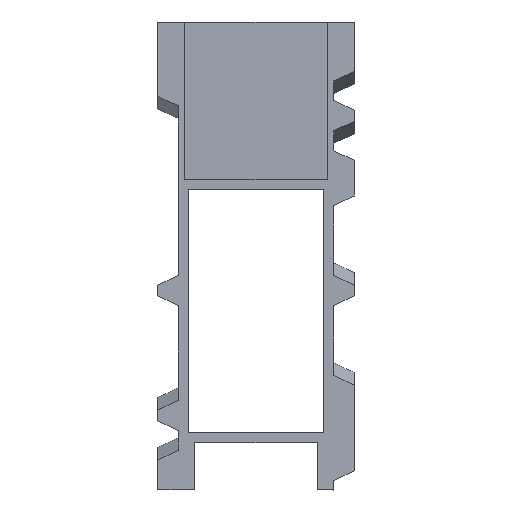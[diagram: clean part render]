
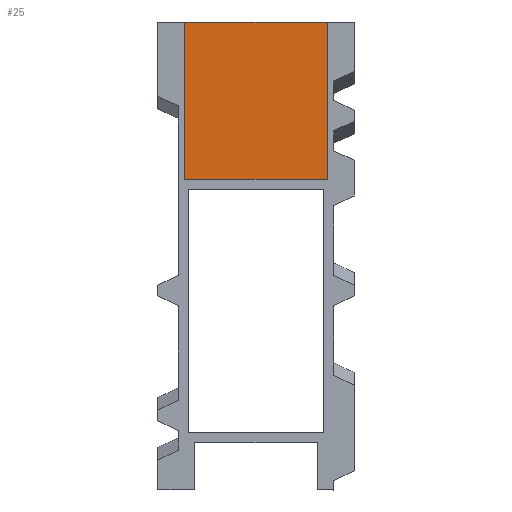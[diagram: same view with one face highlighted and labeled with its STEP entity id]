
A CAD part, top view. The second image highlights one B-rep face of the part: STEP entity #25.
In plain terms, the highlighted planar face has unit normal (0, 0, 1).
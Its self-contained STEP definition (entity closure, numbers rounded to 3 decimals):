
#25=ADVANCED_FACE($,(#84),#841,.T.);
#84=FACE_OUTER_BOUND($,#143,.T.);
#143=EDGE_LOOP($,(#229,#230,#231,#232));
#229=ORIENTED_EDGE($,*,*,#540,.F.);
#230=ORIENTED_EDGE($,*,*,#546,.F.);
#231=ORIENTED_EDGE($,*,*,#545,.T.);
#232=ORIENTED_EDGE($,*,*,#544,.F.);
#540=EDGE_CURVE($,#703,#697,#868,.T.);
#544=EDGE_CURVE($,#697,#701,#872,.T.);
#545=EDGE_CURVE($,#702,#701,#873,.T.);
#546=EDGE_CURVE($,#702,#703,#874,.T.);
#697=VERTEX_POINT($,#2054);
#701=VERTEX_POINT($,#2058);
#702=VERTEX_POINT($,#2059);
#703=VERTEX_POINT($,#2060);
#841=PLANE($,#1107);
#868=B_SPLINE_CURVE_WITH_KNOTS($,1,(#1202,#1203),.UNSPECIFIED.,.F.,.F.,(2,
2),(-14.5,0.),.UNSPECIFIED.);
#872=B_SPLINE_CURVE_WITH_KNOTS($,1,(#1210,#1211),.UNSPECIFIED.,.F.,.F.,(2,
2),(-61.,-45.),.UNSPECIFIED.);
#873=B_SPLINE_CURVE_WITH_KNOTS($,1,(#1212,#1213),.UNSPECIFIED.,.F.,.F.,(2,
2),(30.5,45.),.UNSPECIFIED.);
#874=B_SPLINE_CURVE_WITH_KNOTS($,1,(#1214,#1215),.UNSPECIFIED.,.F.,.F.,(2,
2),(-30.5,-14.5),.UNSPECIFIED.);
#1107=AXIS2_PLACEMENT_3D($,#1697,#1125,$);
#1125=DIRECTION($,(0.,0.,1.));
#1202=CARTESIAN_POINT($,(51.8,91.6,-1.6));
#1203=CARTESIAN_POINT($,(37.3,91.6,-1.6));
#1210=CARTESIAN_POINT($,(37.3,91.6,-1.6));
#1211=CARTESIAN_POINT($,(37.3,107.6,-1.6));
#1212=CARTESIAN_POINT($,(51.8,107.6,-1.6));
#1213=CARTESIAN_POINT($,(37.3,107.6,-1.6));
#1214=CARTESIAN_POINT($,(51.8,107.6,-1.6));
#1215=CARTESIAN_POINT($,(51.8,91.6,-1.6));
#1697=CARTESIAN_POINT($,(37.3,91.6,-1.6));
#2054=CARTESIAN_POINT($,(37.3,91.6,-1.6));
#2058=CARTESIAN_POINT($,(37.3,107.6,-1.6));
#2059=CARTESIAN_POINT($,(51.8,107.6,-1.6));
#2060=CARTESIAN_POINT($,(51.8,91.6,-1.6));
